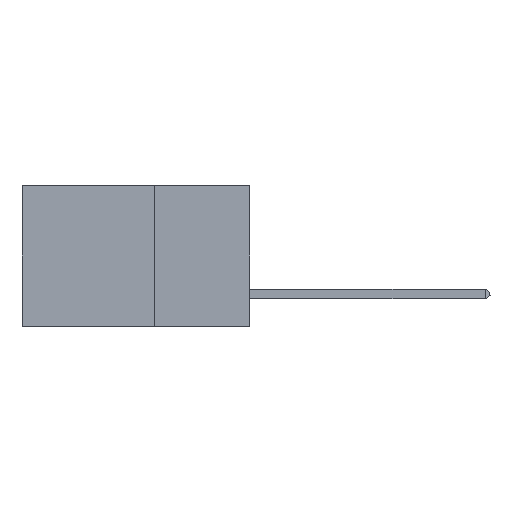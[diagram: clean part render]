
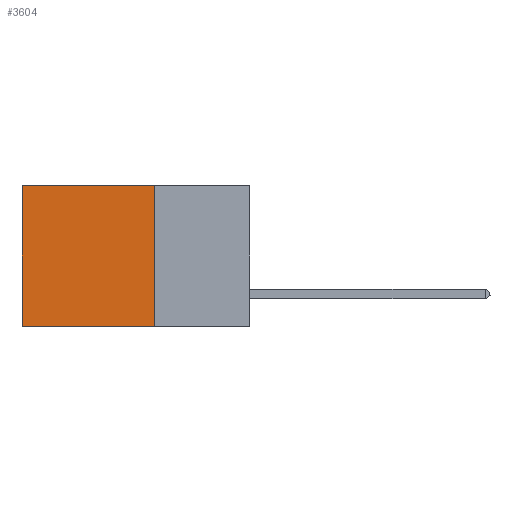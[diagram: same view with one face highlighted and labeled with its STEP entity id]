
A CAD part, left-side view. The second image highlights one B-rep face of the part: STEP entity #3604.
In plain terms, the highlighted planar face has unit normal (-1, 0, 0).
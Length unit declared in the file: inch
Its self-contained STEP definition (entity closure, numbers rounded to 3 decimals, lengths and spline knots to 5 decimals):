
#86 = DIRECTION ( 'NONE',  ( 0., 0., -1. ) ) ;
#1472 = ORIENTED_EDGE ( 'NONE', *, *, #31919, .F. ) ;
#2829 = VECTOR ( 'NONE', #42787, 39.37008 ) ;
#2885 = VERTEX_POINT ( 'NONE', #6483 ) ;
#3604 = ADVANCED_FACE ( 'NONE', ( #7874 ), #3935, .F. ) ;
#3935 = PLANE ( 'NONE',  #16531 ) ;
#4512 = VERTEX_POINT ( 'NONE', #29606 ) ;
#6483 = CARTESIAN_POINT ( 'NONE',  ( 0.2875, 0.6, 0. ) ) ;
#7694 = EDGE_CURVE ( 'NONE', #2885, #44468, #33016, .T. ) ;
#7725 = DIRECTION ( 'NONE',  ( 0., 0., -1. ) ) ;
#7874 = FACE_OUTER_BOUND ( 'NONE', #10496, .T. ) ;
#9682 = VECTOR ( 'NONE', #86, 39.37008 ) ;
#10496 = EDGE_LOOP ( 'NONE', ( #17838, #1472, #15098, #29405 ) ) ;
#13032 = VECTOR ( 'NONE', #17360, 39.37008 ) ;
#14193 = LINE ( 'NONE', #40008, #13032 ) ;
#14788 = EDGE_CURVE ( 'NONE', #30792, #2885, #14193, .T. ) ;
#15098 = ORIENTED_EDGE ( 'NONE', *, *, #17805, .F. ) ;
#16531 = AXIS2_PLACEMENT_3D ( 'NONE', #44917, #37352, #7725 ) ;
#17328 = CARTESIAN_POINT ( 'NONE',  ( 0.2875, 0.6, 0. ) ) ;
#17360 = DIRECTION ( 'NONE',  ( 0., 1., 0. ) ) ;
#17805 = EDGE_CURVE ( 'NONE', #30792, #4512, #41678, .T. ) ;
#17838 = ORIENTED_EDGE ( 'NONE', *, *, #7694, .T. ) ;
#21386 = CARTESIAN_POINT ( 'NONE',  ( 0.2875, 0.25, 0. ) ) ;
#29405 = ORIENTED_EDGE ( 'NONE', *, *, #14788, .T. ) ;
#29606 = CARTESIAN_POINT ( 'NONE',  ( 0.2875, 0.25, -0.37 ) ) ;
#30333 = CARTESIAN_POINT ( 'NONE',  ( 0.2875, 0.25, 0. ) ) ;
#30792 = VERTEX_POINT ( 'NONE', #21386 ) ;
#31919 = EDGE_CURVE ( 'NONE', #4512, #44468, #37625, .T. ) ;
#33016 = LINE ( 'NONE', #17328, #2829 ) ;
#33019 = CARTESIAN_POINT ( 'NONE',  ( 0.2875, 0.6, -0.37 ) ) ;
#36445 = VECTOR ( 'NONE', #44051, 39.37008 ) ;
#37352 = DIRECTION ( 'NONE',  ( 1., 0., 0. ) ) ;
#37625 = LINE ( 'NONE', #40757, #36445 ) ;
#40008 = CARTESIAN_POINT ( 'NONE',  ( 0.2875, 0.25, 0. ) ) ;
#40757 = CARTESIAN_POINT ( 'NONE',  ( 0.2875, 0.25, -0.37 ) ) ;
#41678 = LINE ( 'NONE', #30333, #9682 ) ;
#42787 = DIRECTION ( 'NONE',  ( 0., 0., -1. ) ) ;
#44051 = DIRECTION ( 'NONE',  ( 0., 1., 0. ) ) ;
#44468 = VERTEX_POINT ( 'NONE', #33019 ) ;
#44917 = CARTESIAN_POINT ( 'NONE',  ( 0.2875, 0.25, 0. ) ) ;
